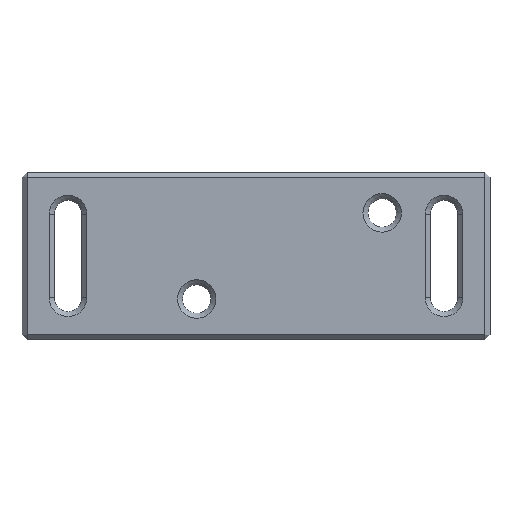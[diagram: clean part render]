
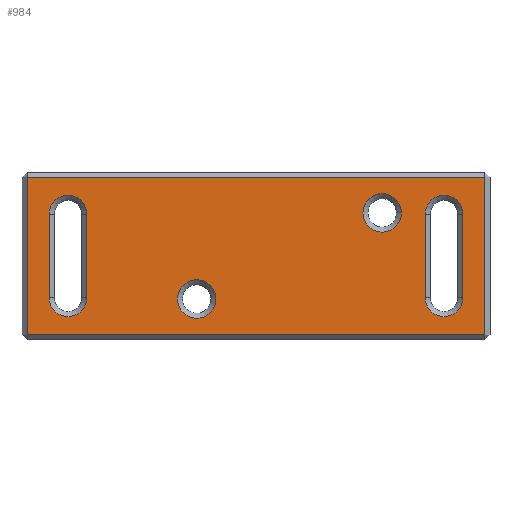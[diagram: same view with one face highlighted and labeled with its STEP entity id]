
A CAD part, top view. The second image highlights one B-rep face of the part: STEP entity #984.
In plain terms, the highlighted planar face has unit normal (0, 0, 1).
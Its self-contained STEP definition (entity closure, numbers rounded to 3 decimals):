
#610 = VERTEX_POINT('',#611);
#611 = CARTESIAN_POINT('',(-24.75,5.,5.));
#619 = VERTEX_POINT('',#620);
#620 = CARTESIAN_POINT('',(-20.25,5.,5.));
#626 = EDGE_CURVE('',#610,#619,#627,.T.);
#627 = CIRCLE('',#628,2.25);
#628 = AXIS2_PLACEMENT_3D('',#629,#630,#631);
#629 = CARTESIAN_POINT('',(-22.5,5.,5.));
#630 = DIRECTION('',(0.,0.,-1.));
#631 = DIRECTION('',(-1.,0.,0.));
#644 = VERTEX_POINT('',#645);
#645 = CARTESIAN_POINT('',(-20.25,-5.,5.));
#651 = EDGE_CURVE('',#619,#644,#652,.T.);
#652 = LINE('',#653,#654);
#653 = CARTESIAN_POINT('',(-20.25,5.,5.));
#654 = VECTOR('',#655,1.);
#655 = DIRECTION('',(0.,-1.,0.));
#666 = VERTEX_POINT('',#667);
#667 = CARTESIAN_POINT('',(-24.75,-5.,5.));
#675 = EDGE_CURVE('',#666,#610,#676,.T.);
#676 = LINE('',#677,#678);
#677 = CARTESIAN_POINT('',(-24.75,-5.,5.));
#678 = VECTOR('',#679,1.);
#679 = DIRECTION('',(-0.,1.,0.));
#692 = EDGE_CURVE('',#644,#666,#693,.T.);
#693 = CIRCLE('',#694,2.25);
#694 = AXIS2_PLACEMENT_3D('',#695,#696,#697);
#695 = CARTESIAN_POINT('',(-22.5,-5.,5.));
#696 = DIRECTION('',(0.,0.,-1.));
#697 = DIRECTION('',(1.,0.,0.));
#760 = VERTEX_POINT('',#761);
#761 = CARTESIAN_POINT('',(-27.4,9.4,5.));
#767 = EDGE_CURVE('',#768,#760,#770,.T.);
#768 = VERTEX_POINT('',#769);
#769 = CARTESIAN_POINT('',(27.4,9.4,5.));
#770 = LINE('',#771,#772);
#771 = CARTESIAN_POINT('',(28.,9.4,5.));
#772 = VECTOR('',#773,1.);
#773 = DIRECTION('',(-1.,0.,0.));
#870 = VERTEX_POINT('',#871);
#871 = CARTESIAN_POINT('',(-27.4,-9.4,5.));
#877 = EDGE_CURVE('',#878,#870,#880,.T.);
#878 = VERTEX_POINT('',#879);
#879 = CARTESIAN_POINT('',(27.4,-9.4,5.));
#880 = LINE('',#881,#882);
#881 = CARTESIAN_POINT('',(28.,-9.4,5.));
#882 = VECTOR('',#883,1.);
#883 = DIRECTION('',(-1.,0.,0.));
#968 = EDGE_CURVE('',#760,#870,#969,.T.);
#969 = LINE('',#970,#971);
#970 = CARTESIAN_POINT('',(-27.4,10.,5.));
#971 = VECTOR('',#972,1.);
#972 = DIRECTION('',(0.,-1.,0.));
#984 = ADVANCED_FACE('',(#985,#991,#1002,#1038,#1049),#1060,.F.);
#985 = FACE_BOUND('',#986,.F.);
#986 = EDGE_LOOP('',(#987,#988,#989,#990));
#987 = ORIENTED_EDGE('',*,*,#692,.F.);
#988 = ORIENTED_EDGE('',*,*,#651,.F.);
#989 = ORIENTED_EDGE('',*,*,#626,.F.);
#990 = ORIENTED_EDGE('',*,*,#675,.F.);
#991 = FACE_BOUND('',#992,.F.);
#992 = EDGE_LOOP('',(#993,#994,#995,#996));
#993 = ORIENTED_EDGE('',*,*,#877,.T.);
#994 = ORIENTED_EDGE('',*,*,#968,.F.);
#995 = ORIENTED_EDGE('',*,*,#767,.F.);
#996 = ORIENTED_EDGE('',*,*,#997,.T.);
#997 = EDGE_CURVE('',#768,#878,#998,.T.);
#998 = LINE('',#999,#1000);
#999 = CARTESIAN_POINT('',(27.4,10.,5.));
#1000 = VECTOR('',#1001,1.);
#1001 = DIRECTION('',(0.,-1.,0.));
#1002 = FACE_BOUND('',#1003,.F.);
#1003 = EDGE_LOOP('',(#1004,#1015,#1023,#1032));
#1004 = ORIENTED_EDGE('',*,*,#1005,.F.);
#1005 = EDGE_CURVE('',#1006,#1008,#1010,.T.);
#1006 = VERTEX_POINT('',#1007);
#1007 = CARTESIAN_POINT('',(24.75,-5.,5.));
#1008 = VERTEX_POINT('',#1009);
#1009 = CARTESIAN_POINT('',(20.25,-5.,5.));
#1010 = CIRCLE('',#1011,2.25);
#1011 = AXIS2_PLACEMENT_3D('',#1012,#1013,#1014);
#1012 = CARTESIAN_POINT('',(22.5,-5.,5.));
#1013 = DIRECTION('',(0.,0.,-1.));
#1014 = DIRECTION('',(1.,0.,0.));
#1015 = ORIENTED_EDGE('',*,*,#1016,.F.);
#1016 = EDGE_CURVE('',#1017,#1006,#1019,.T.);
#1017 = VERTEX_POINT('',#1018);
#1018 = CARTESIAN_POINT('',(24.75,5.,5.));
#1019 = LINE('',#1020,#1021);
#1020 = CARTESIAN_POINT('',(24.75,5.,5.));
#1021 = VECTOR('',#1022,1.);
#1022 = DIRECTION('',(0.,-1.,0.));
#1023 = ORIENTED_EDGE('',*,*,#1024,.F.);
#1024 = EDGE_CURVE('',#1025,#1017,#1027,.T.);
#1025 = VERTEX_POINT('',#1026);
#1026 = CARTESIAN_POINT('',(20.25,5.,5.));
#1027 = CIRCLE('',#1028,2.25);
#1028 = AXIS2_PLACEMENT_3D('',#1029,#1030,#1031);
#1029 = CARTESIAN_POINT('',(22.5,5.,5.));
#1030 = DIRECTION('',(0.,0.,-1.));
#1031 = DIRECTION('',(-1.,0.,0.));
#1032 = ORIENTED_EDGE('',*,*,#1033,.F.);
#1033 = EDGE_CURVE('',#1008,#1025,#1034,.T.);
#1034 = LINE('',#1035,#1036);
#1035 = CARTESIAN_POINT('',(20.25,-5.,5.));
#1036 = VECTOR('',#1037,1.);
#1037 = DIRECTION('',(-0.,1.,0.));
#1038 = FACE_BOUND('',#1039,.F.);
#1039 = EDGE_LOOP('',(#1040));
#1040 = ORIENTED_EDGE('',*,*,#1041,.T.);
#1041 = EDGE_CURVE('',#1042,#1042,#1044,.T.);
#1042 = VERTEX_POINT('',#1043);
#1043 = CARTESIAN_POINT('',(-9.4,-5.15,5.));
#1044 = CIRCLE('',#1045,2.3);
#1045 = AXIS2_PLACEMENT_3D('',#1046,#1047,#1048);
#1046 = CARTESIAN_POINT('',(-7.1,-5.15,5.));
#1047 = DIRECTION('',(0.,0.,1.));
#1048 = DIRECTION('',(-1.,0.,0.));
#1049 = FACE_BOUND('',#1050,.F.);
#1050 = EDGE_LOOP('',(#1051));
#1051 = ORIENTED_EDGE('',*,*,#1052,.T.);
#1052 = EDGE_CURVE('',#1053,#1053,#1055,.T.);
#1053 = VERTEX_POINT('',#1054);
#1054 = CARTESIAN_POINT('',(12.8,5.15,5.));
#1055 = CIRCLE('',#1056,2.3);
#1056 = AXIS2_PLACEMENT_3D('',#1057,#1058,#1059);
#1057 = CARTESIAN_POINT('',(15.1,5.15,5.));
#1058 = DIRECTION('',(0.,0.,1.));
#1059 = DIRECTION('',(-1.,0.,0.));
#1060 = PLANE('',#1061);
#1061 = AXIS2_PLACEMENT_3D('',#1062,#1063,#1064);
#1062 = CARTESIAN_POINT('',(28.,10.,5.));
#1063 = DIRECTION('',(0.,0.,-1.));
#1064 = DIRECTION('',(-1.,0.,0.));
